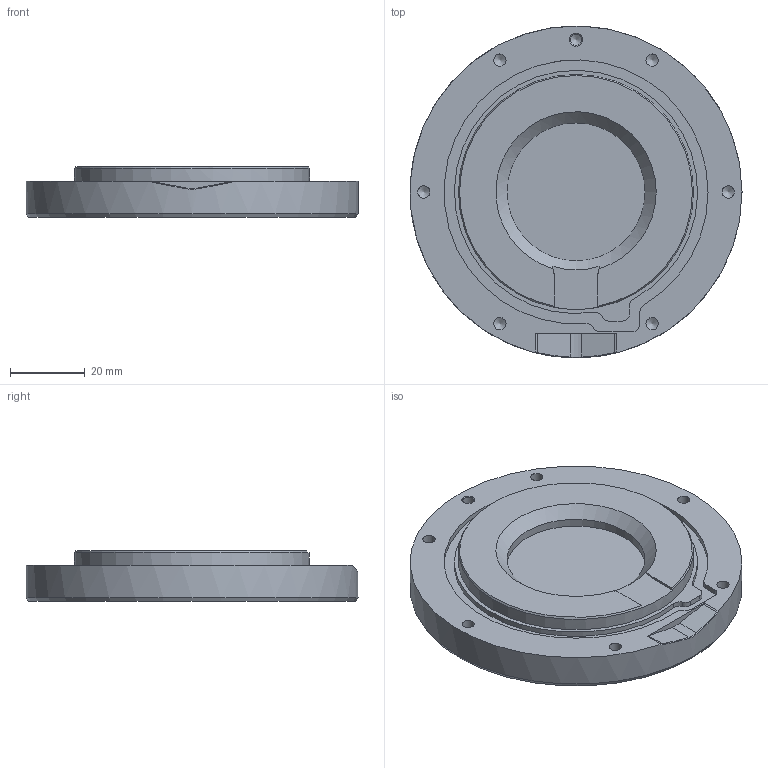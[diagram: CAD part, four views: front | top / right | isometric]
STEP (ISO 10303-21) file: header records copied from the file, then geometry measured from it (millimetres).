
FILE_DESCRIPTION (( 'STEP AP203' ), '1' );
FILE_NAME ('G-032-COUPLING BLANK.STEP', '2021-03-10T14:27:36', ( '' ), ( '' ), 'SwSTEP 2.0', 'SolidWorks 2019', '' );
FILE_SCHEMA (( 'CONFIG_CONTROL_DESIGN' ));
Length unit declared in the file: millimetre
Products named in the file (1): G-032-COUPLING BLANK
Bounding box: 89 x 89 x 13.6 mm (x, y, z)
Volume: 64895.2 mm3; surface area: 17122.8 mm2
Topology: 1 solids, 1 shells, 57 faces, 142 edges, 90 vertices
Faces by surface type: cylinder 25, plane 16, cone 11, bspline 5
Full cylindrical faces by diameter (mm): 3 x1, 3.3 x6, 37 x1, 63 x1, 89 x1
Entity records: 1729 total; most frequent: CARTESIAN_POINT 450, DIRECTION 251, ORIENTED_EDGE 224, EDGE_CURVE 112, AXIS2_PLACEMENT_3D 106, VERTEX_POINT 80, EDGE_LOOP 80, FACE_OUTER_BOUND 67
